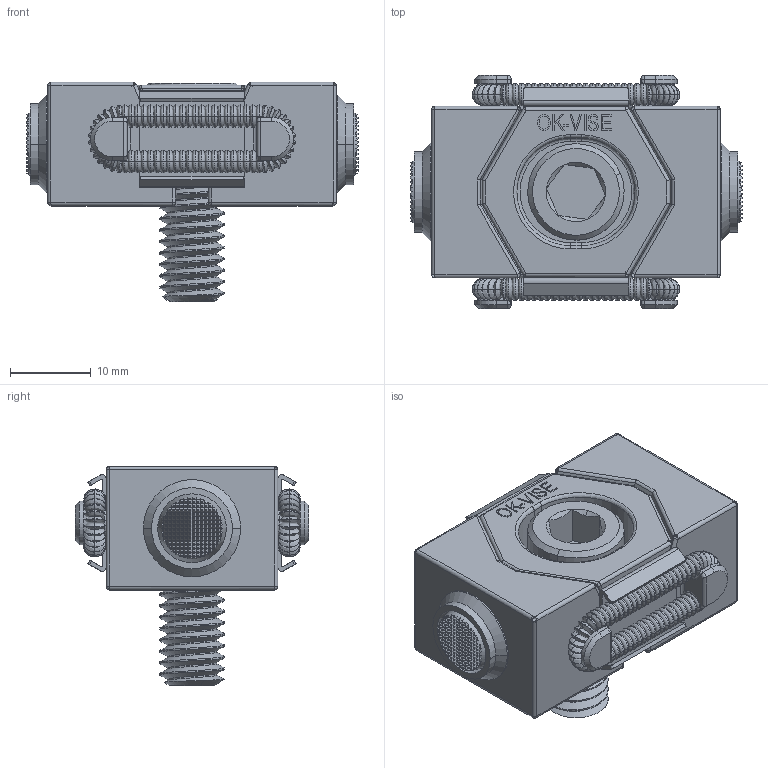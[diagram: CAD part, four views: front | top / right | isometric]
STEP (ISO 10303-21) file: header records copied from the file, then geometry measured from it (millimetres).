
FILE_DESCRIPTION (( 'STEP AP214' ), '1' );
FILE_NAME ('47187.STEP', '2017-03-16T16:30:39', ( 'Mike W' ), ( '' ), 'SwSTEP 2.0', 'SolidWorks 2017', '' );
FILE_SCHEMA (( 'AUTOMOTIVE_DESIGN' ));
Length unit declared in the file: inch
Products named in the file (7): 5161834-SHCS_5161834; 47127_47127; 47125_47125; (47185)_BK2-VT-B_BK2-VT-B_Wedge; (47185)_BK2-VT-B_BK2-VT-B-2_Button; (47185)_BK2-VT-B_BK2-VT-B-1a_Block; 47187
Assembly tree (10 placements, depth 2):
  47187
    (47185)_BK2-VT-B_BK2-VT-B-1a_Block  x2
    (47185)_BK2-VT-B_BK2-VT-B-2_Button  x2
    (47185)_BK2-VT-B_BK2-VT-B_Wedge
    47125_47125  x2
    47127_47127  x2
    5161834-SHCS_5161834
Bounding box: 41 x 28.8 x 27.1 mm (x, y, z)
Volume: 11855.5 mm3; surface area: 10643.7 mm2
Topology: 12 solids, 12 shells, 3140 faces, 6912 edges, 3733 vertices
Faces by surface type: plane 2156, bspline 744, cylinder 215, cone 25
Entity records: 57553 total; most frequent: CARTESIAN_POINT 20427, ORIENTED_EDGE 7642, DIRECTION 6010, EDGE_CURVE 3821, VECTOR 2502, LINE 2502, VERTEX_POINT 2128, AXIS2_PLACEMENT_3D 1754
